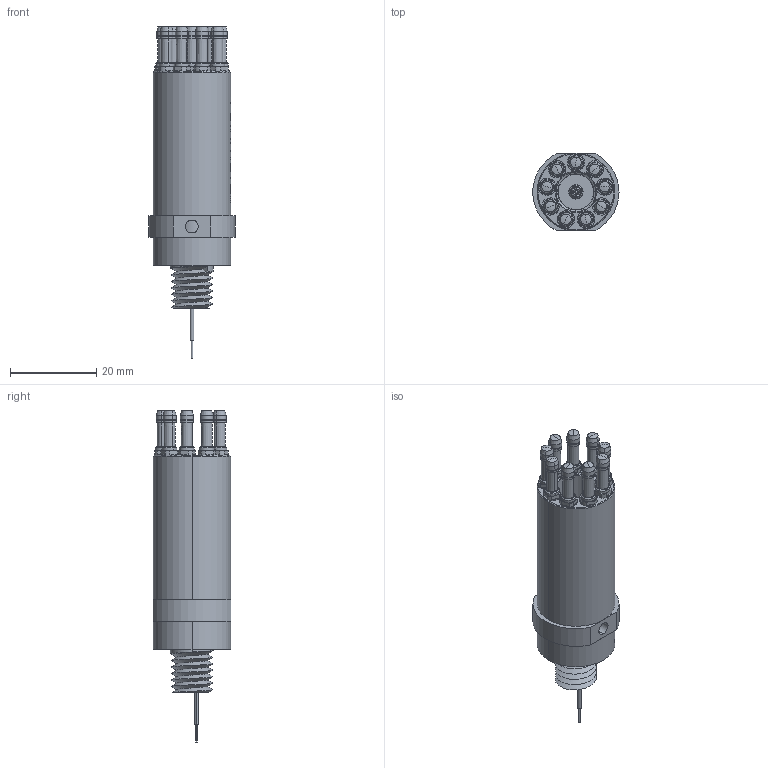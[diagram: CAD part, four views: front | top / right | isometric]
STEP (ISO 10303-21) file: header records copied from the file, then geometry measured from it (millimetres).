
FILE_DESCRIPTION (( 'STEP AP214' ), '1' );
FILE_NAME ('MOD-1860C011.STEP', '2020-09-23T08:59:45', ( 'firstrun' ), ( 'Hewlett-Packard Company' ), 'SwSTEP 2.0', 'SolidWorks 2020', '' );
FILE_SCHEMA (( 'AUTOMOTIVE_DESIGN' ));
Length unit declared in the file: millimetre
Products named in the file (1): MOD-1860C011
Bounding box: 19.96 x 18 x 77 mm (x, y, z)
Volume: 11471.9 mm3; surface area: 5255.9 mm2
Topology: 1 solids, 1 shells, 554 faces, 1381 edges, 869 vertices
Faces by surface type: plane 222, cylinder 149, cone 71, bspline 54, torus 40, sphere 18
Entity records: 28593 total; most frequent: CARTESIAN_POINT 11096, ORIENTED_EDGE 2762, DIRECTION 2727, EDGE_CURVE 1381, AXIS2_PLACEMENT_3D 1097, VERTEX_POINT 869, CIRCLE 596, EDGE_LOOP 594
